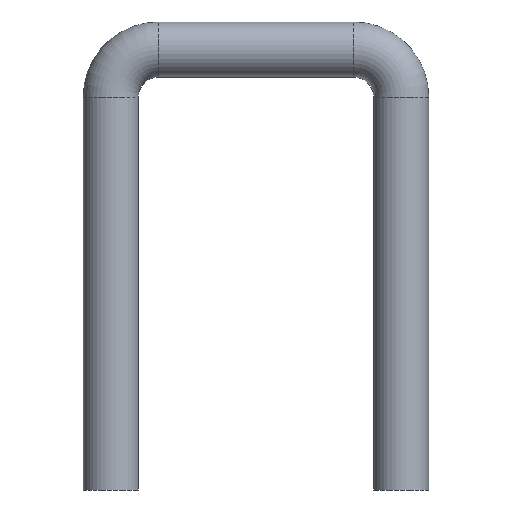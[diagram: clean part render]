
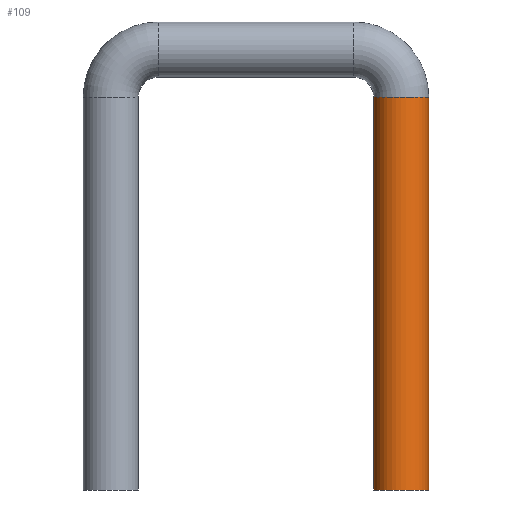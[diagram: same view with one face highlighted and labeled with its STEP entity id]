
A CAD part, front view. The second image highlights one B-rep face of the part: STEP entity #109.
In plain terms, the highlighted cylindrical face has radius 2.942 mm (diameter 5.884 mm), a full revolution.
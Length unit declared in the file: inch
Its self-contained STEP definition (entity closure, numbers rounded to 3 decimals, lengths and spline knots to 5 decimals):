
#19=FACE_OUTER_BOUND('',#26,.T.);
#26=EDGE_LOOP('',(#76,#77,#78,#79,#80));
#33=LINE('',#197,#36);
#36=VECTOR('',#155,0.11811);
#39=CIRCLE('',#131,0.11583);
#40=CIRCLE('',#132,0.11583);
#41=CIRCLE('',#133,0.11583);
#51=VERTEX_POINT('',#194);
#52=VERTEX_POINT('',#196);
#53=VERTEX_POINT('',#198);
#61=EDGE_CURVE('',#51,#51,#39,.F.);
#62=EDGE_CURVE('',#51,#52,#33,.T.);
#63=EDGE_CURVE('',#52,#53,#40,.T.);
#64=EDGE_CURVE('',#53,#52,#41,.T.);
#76=ORIENTED_EDGE('',*,*,#61,.F.);
#77=ORIENTED_EDGE('',*,*,#62,.T.);
#78=ORIENTED_EDGE('',*,*,#63,.T.);
#79=ORIENTED_EDGE('',*,*,#64,.T.);
#80=ORIENTED_EDGE('',*,*,#62,.F.);
#106=CYLINDRICAL_SURFACE('',#130,0.11583);
#109=ADVANCED_FACE('',(#19),#106,.T.);
#130=AXIS2_PLACEMENT_3D('',#193,#151,#152);
#131=AXIS2_PLACEMENT_3D('',#195,#153,#154);
#132=AXIS2_PLACEMENT_3D('',#199,#156,#157);
#133=AXIS2_PLACEMENT_3D('',#200,#158,#159);
#151=DIRECTION('center_axis',(0.,0.,-1.));
#152=DIRECTION('ref_axis',(-1.,0.,0.));
#153=DIRECTION('center_axis',(0.,0.,1.));
#154=DIRECTION('ref_axis',(-1.,0.,0.));
#155=DIRECTION('',(0.,0.,1.));
#156=DIRECTION('center_axis',(0.,0.,-1.));
#157=DIRECTION('ref_axis',(-1.,0.,0.));
#158=DIRECTION('center_axis',(0.,0.,-1.));
#159=DIRECTION('ref_axis',(-1.,0.,0.));
#193=CARTESIAN_POINT('Origin',(1.22047,0.,1.65039));
#194=CARTESIAN_POINT('',(1.3363,0.,0.));
#195=CARTESIAN_POINT('Origin',(1.22047,0.,0.));
#196=CARTESIAN_POINT('',(1.3363,0.,1.65039));
#197=CARTESIAN_POINT('',(1.3363,0.,1.65039));
#198=CARTESIAN_POINT('',(1.10465,0.,1.65039));
#199=CARTESIAN_POINT('Origin',(1.22047,0.,1.65039));
#200=CARTESIAN_POINT('Origin',(1.22047,0.,1.65039));
